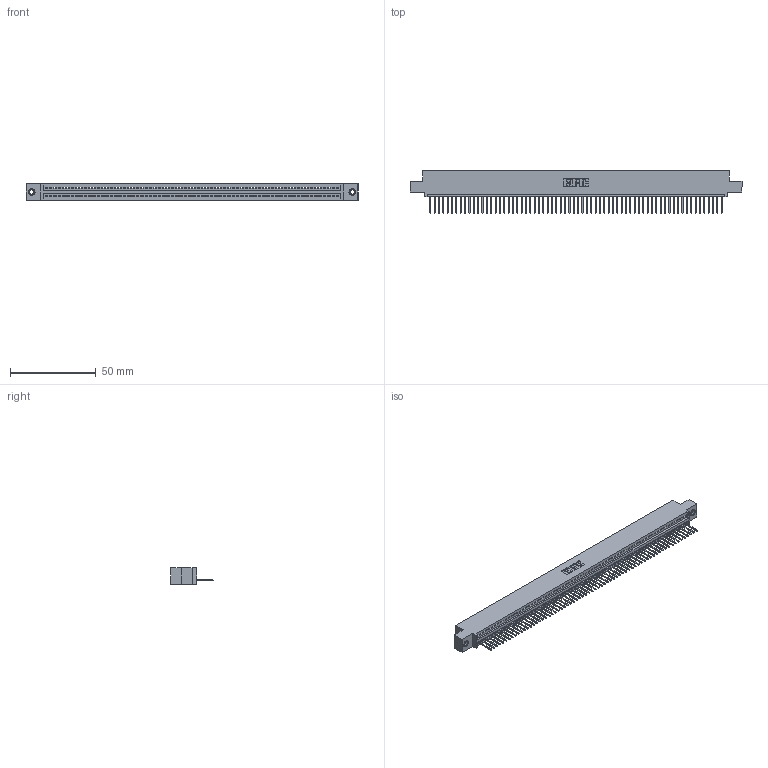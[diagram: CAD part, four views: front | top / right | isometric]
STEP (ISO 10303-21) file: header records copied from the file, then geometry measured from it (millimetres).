
FILE_DESCRIPTION (( 'STEP AP203' ), '1' );
FILE_NAME ('345-068-523-407.STEP', '2018-09-30T02:30:54', ( '' ), ( '' ), 'SwSTEP 2.0', 'SolidWorks 2016', '' );
FILE_SCHEMA (( 'CONFIG_CONTROL_DESIGN' ));
Length unit declared in the file: inch
Products named in the file (4): 345 Part_0.110 Offset - 0.156 Dia-TI; 345-068-523-407; 345-250-001_345-250-005-103; 345-292-001_345-293-123
Assembly tree (71 placements, depth 2):
  345-068-523-407
    345 Part_0.110 Offset - 0.156 Dia-TI
    345-292-001_345-293-123  x68
    345-250-001_345-250-005-103  x2
Bounding box: 193.93 x 24.82 x 9.4 mm (x, y, z)
Volume: 18519.4 mm3; surface area: 25152.5 mm2
Topology: 71 solids, 71 shells, 4134 faces, 12457 edges, 8206 vertices
Faces by surface type: plane 2836, cylinder 1282, cone 12, torus 4
Entity records: 49014 total; most frequent: CARTESIAN_POINT 8471, ORIENTED_EDGE 8466, DIRECTION 7387, EDGE_CURVE 4233, LINE 3809, VECTOR 3809, VERTEX_POINT 2816, AXIS2_PLACEMENT_3D 1789
